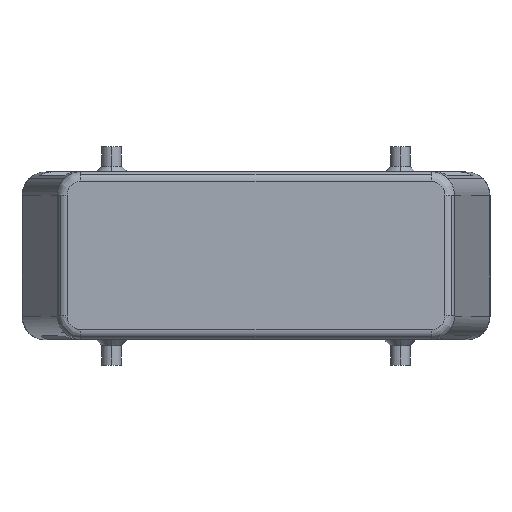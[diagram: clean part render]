
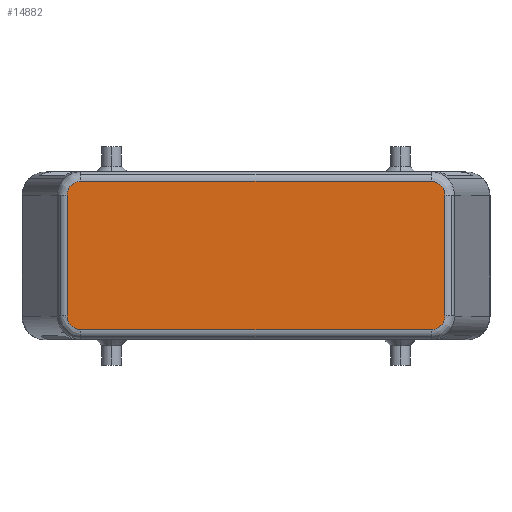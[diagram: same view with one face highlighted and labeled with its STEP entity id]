
A CAD part, top view. The second image highlights one B-rep face of the part: STEP entity #14882.
In plain terms, the highlighted planar face has unit normal (0, 0, 1).
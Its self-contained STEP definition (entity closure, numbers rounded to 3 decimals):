
#217=CARTESIAN_POINT('',(-48.459,-15.5,76.0));
#218=VERTEX_POINT('',#217);
#226=CARTESIAN_POINT('',(-48.459,15.5,76.0));
#227=VERTEX_POINT('',#226);
#228=CARTESIAN_POINT('',(-48.459,-15.5,76.0));
#229=DIRECTION('',(0.0,1.0,0.0));
#230=VECTOR('',#229,31.);
#231=LINE('',#228,#230);
#232=EDGE_CURVE('',#218,#227,#231,.T.);
#14715=CARTESIAN_POINT('',(44.887,19.0,76.0));
#14716=VERTEX_POINT('',#14715);
#14724=CARTESIAN_POINT('',(48.459,15.5,76.0));
#14725=VERTEX_POINT('',#14724);
#14726=CARTESIAN_POINT('',(44.887,15.5,76.0));
#14727=DIRECTION('',(0.0,0.0,-1.0));
#14728=DIRECTION('',(1.0,0.0,0.0));
#14729=AXIS2_PLACEMENT_3D('',#14726,#14727,#14728);
#14730=ELLIPSE('',#14729,3.572,3.5);
#14731=EDGE_CURVE('',#14716,#14725,#14730,.T.);
#14815=CARTESIAN_POINT('',(48.459,-15.5,76.0));
#14816=VERTEX_POINT('',#14815);
#14817=CARTESIAN_POINT('',(48.459,15.5,76.0));
#14818=DIRECTION('',(0.0,-1.0,0.0));
#14819=VECTOR('',#14818,31.);
#14820=LINE('',#14817,#14819);
#14821=EDGE_CURVE('',#14725,#14816,#14820,.T.);
#14833=CARTESIAN_POINT('',(50.5,0.0,76.0));
#14834=DIRECTION('',(0.0,0.0,1.0));
#14835=DIRECTION('',(1.0,0.0,0.0));
#14836=AXIS2_PLACEMENT_3D('',#14833,#14834,#14835);
#14837=PLANE('',#14836);
#14838=ORIENTED_EDGE('',*,*,#14731,.F.);
#14839=CARTESIAN_POINT('',(-44.887,19.0,76.0));
#14840=VERTEX_POINT('',#14839);
#14841=CARTESIAN_POINT('',(-44.887,19.0,76.0));
#14842=DIRECTION('',(1.0,0.0,0.0));
#14843=VECTOR('',#14842,89.774);
#14844=LINE('',#14841,#14843);
#14845=EDGE_CURVE('',#14840,#14716,#14844,.T.);
#14846=ORIENTED_EDGE('',*,*,#14845,.F.);
#14847=CARTESIAN_POINT('',(-44.887,15.5,76.0));
#14848=DIRECTION('',(0.0,0.0,-1.0));
#14849=DIRECTION('',(-1.0,0.0,0.0));
#14850=AXIS2_PLACEMENT_3D('',#14847,#14848,#14849);
#14851=ELLIPSE('',#14850,3.572,3.5);
#14852=EDGE_CURVE('',#227,#14840,#14851,.T.);
#14853=ORIENTED_EDGE('',*,*,#14852,.F.);
#14854=ORIENTED_EDGE('',*,*,#232,.F.);
#14855=CARTESIAN_POINT('',(-44.887,-19.0,76.0));
#14856=VERTEX_POINT('',#14855);
#14857=CARTESIAN_POINT('',(-44.887,-15.5,76.0));
#14858=DIRECTION('',(0.0,0.0,-1.0));
#14859=DIRECTION('',(-1.0,0.0,0.0));
#14860=AXIS2_PLACEMENT_3D('',#14857,#14858,#14859);
#14861=ELLIPSE('',#14860,3.572,3.5);
#14862=EDGE_CURVE('',#14856,#218,#14861,.T.);
#14863=ORIENTED_EDGE('',*,*,#14862,.F.);
#14864=CARTESIAN_POINT('',(44.887,-19.0,76.0));
#14865=VERTEX_POINT('',#14864);
#14866=CARTESIAN_POINT('',(44.887,-19.0,76.0));
#14867=DIRECTION('',(-1.0,0.0,0.0));
#14868=VECTOR('',#14867,89.774);
#14869=LINE('',#14866,#14868);
#14870=EDGE_CURVE('',#14865,#14856,#14869,.T.);
#14871=ORIENTED_EDGE('',*,*,#14870,.F.);
#14872=CARTESIAN_POINT('',(44.887,-15.5,76.0));
#14873=DIRECTION('',(0.0,0.0,-1.0));
#14874=DIRECTION('',(1.0,0.0,0.0));
#14875=AXIS2_PLACEMENT_3D('',#14872,#14873,#14874);
#14876=ELLIPSE('',#14875,3.572,3.5);
#14877=EDGE_CURVE('',#14816,#14865,#14876,.T.);
#14878=ORIENTED_EDGE('',*,*,#14877,.F.);
#14879=ORIENTED_EDGE('',*,*,#14821,.F.);
#14880=EDGE_LOOP('',(#14838,#14846,#14853,#14854,#14863,#14871,#14878,#14879));
#14881=FACE_OUTER_BOUND('',#14880,.T.);
#14882=ADVANCED_FACE('',(#14881),#14837,.T.);
